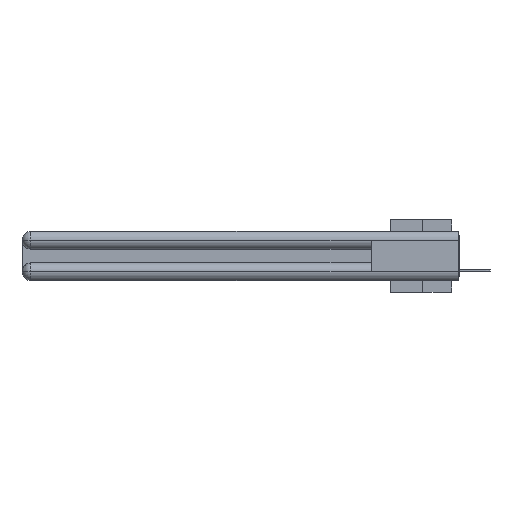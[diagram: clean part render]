
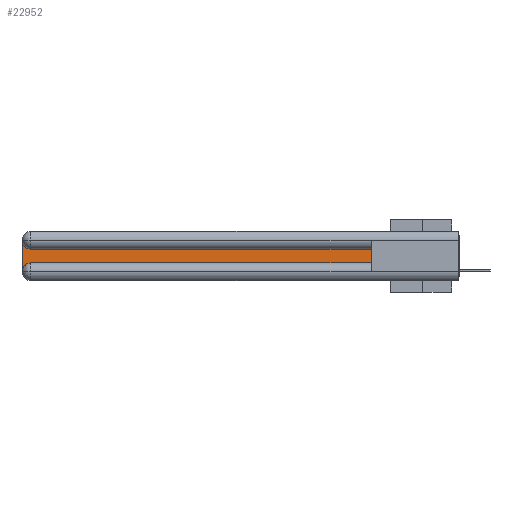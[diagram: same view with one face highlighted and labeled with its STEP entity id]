
A CAD part, left-side view. The second image highlights one B-rep face of the part: STEP entity #22952.
In plain terms, the highlighted planar face has unit normal (-1, 0, 0).
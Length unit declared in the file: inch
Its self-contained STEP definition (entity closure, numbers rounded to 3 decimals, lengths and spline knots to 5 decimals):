
#3354 = DIRECTION ( 'NONE',  ( 0., 0., 1. ) ) ;
#3440 = ORIENTED_EDGE ( 'NONE', *, *, #11341, .T. ) ;
#3496 = CARTESIAN_POINT ( 'NONE',  ( 0.075, 3., -0.2175 ) ) ;
#3789 = DIRECTION ( 'NONE',  ( 0., 1., 0. ) ) ;
#4074 = DIRECTION ( 'NONE',  ( 1., 0., 0. ) ) ;
#5896 = DIRECTION ( 'NONE',  ( 0., 0., -1. ) ) ;
#6261 = VECTOR ( 'NONE', #3354, 39.37008 ) ;
#6779 = VERTEX_POINT ( 'NONE', #13650 ) ;
#7365 = LINE ( 'NONE', #3496, #25442 ) ;
#7737 = VERTEX_POINT ( 'NONE', #11180 ) ;
#7740 = AXIS2_PLACEMENT_3D ( 'NONE', #24237, #28870, #7854 ) ;
#7854 = DIRECTION ( 'NONE',  ( 0., 0., -1. ) ) ;
#8253 = VERTEX_POINT ( 'NONE', #25023 ) ;
#11180 = CARTESIAN_POINT ( 'NONE',  ( 0.075, 2.94, -0.1225 ) ) ;
#11257 = EDGE_CURVE ( 'NONE', #6779, #8253, #22514, .T. ) ;
#11341 = EDGE_CURVE ( 'NONE', #25999, #7737, #14054, .T. ) ;
#12307 = VERTEX_POINT ( 'NONE', #20615 ) ;
#12600 = EDGE_CURVE ( 'NONE', #12307, #6779, #23171, .T. ) ;
#12952 = VECTOR ( 'NONE', #3789, 39.37008 ) ;
#13124 = DIRECTION ( 'NONE',  ( 0., -1., 0. ) ) ;
#13650 = CARTESIAN_POINT ( 'NONE',  ( 0.075, 2.94, -0.2175 ) ) ;
#14054 = LINE ( 'NONE', #18159, #12952 ) ;
#14821 = FACE_OUTER_BOUND ( 'NONE', #19292, .T. ) ;
#15931 = ORIENTED_EDGE ( 'NONE', *, *, #12600, .T. ) ;
#16303 = VECTOR ( 'NONE', #13124, 39.37008 ) ;
#17407 = ORIENTED_EDGE ( 'NONE', *, *, #29240, .T. ) ;
#18159 = CARTESIAN_POINT ( 'NONE',  ( 0.075, 0.6, -0.1225 ) ) ;
#18861 = CIRCLE ( 'NONE', #24313, 0.06 ) ;
#19159 = CARTESIAN_POINT ( 'NONE',  ( 0.075, 0.6, -0.1225 ) ) ;
#19292 = EDGE_LOOP ( 'NONE', ( #3440, #20399, #29923, #15931, #20563, #17407 ) ) ;
#20399 = ORIENTED_EDGE ( 'NONE', *, *, #30114, .T. ) ;
#20563 = ORIENTED_EDGE ( 'NONE', *, *, #11257, .T. ) ;
#20615 = CARTESIAN_POINT ( 'NONE',  ( 0.075, 3., -0.2775 ) ) ;
#20891 = DIRECTION ( 'NONE',  ( 1., 0., 0. ) ) ;
#21172 = CARTESIAN_POINT ( 'NONE',  ( 0.075, 2.94, -0.0625 ) ) ;
#22514 = LINE ( 'NONE', #29162, #16303 ) ;
#22952 = ADVANCED_FACE ( 'NONE', ( #14821 ), #24031, .F. ) ;
#23171 = CIRCLE ( 'NONE', #26491, 0.06 ) ;
#23235 = CARTESIAN_POINT ( 'NONE',  ( 0.075, 2.94, -0.2775 ) ) ;
#23736 = CARTESIAN_POINT ( 'NONE',  ( 0.075, 3., -0.0625 ) ) ;
#24031 = PLANE ( 'NONE',  #7740 ) ;
#24237 = CARTESIAN_POINT ( 'NONE',  ( 0.075, 3., -0.1225 ) ) ;
#24279 = VERTEX_POINT ( 'NONE', #23736 ) ;
#24313 = AXIS2_PLACEMENT_3D ( 'NONE', #21172, #20891, #30369 ) ;
#24730 = CARTESIAN_POINT ( 'NONE',  ( 0.075, 0.6, -0.2175 ) ) ;
#25023 = CARTESIAN_POINT ( 'NONE',  ( 0.075, 0.6, -0.2175 ) ) ;
#25047 = LINE ( 'NONE', #24730, #6261 ) ;
#25283 = DIRECTION ( 'NONE',  ( 0., 0., -1. ) ) ;
#25442 = VECTOR ( 'NONE', #5896, 39.37008 ) ;
#25999 = VERTEX_POINT ( 'NONE', #19159 ) ;
#26491 = AXIS2_PLACEMENT_3D ( 'NONE', #23235, #4074, #25283 ) ;
#28870 = DIRECTION ( 'NONE',  ( 1., 0., 0. ) ) ;
#29162 = CARTESIAN_POINT ( 'NONE',  ( 0.075, 0.6, -0.2175 ) ) ;
#29240 = EDGE_CURVE ( 'NONE', #8253, #25999, #25047, .T. ) ;
#29923 = ORIENTED_EDGE ( 'NONE', *, *, #30521, .T. ) ;
#30114 = EDGE_CURVE ( 'NONE', #7737, #24279, #18861, .T. ) ;
#30369 = DIRECTION ( 'NONE',  ( 0., 0., -1. ) ) ;
#30521 = EDGE_CURVE ( 'NONE', #24279, #12307, #7365, .T. ) ;
